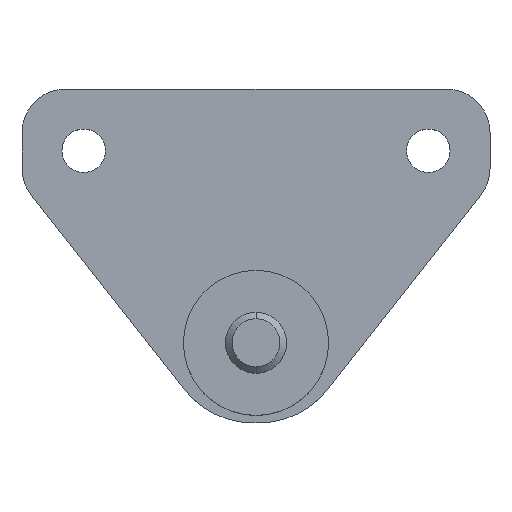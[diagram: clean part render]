
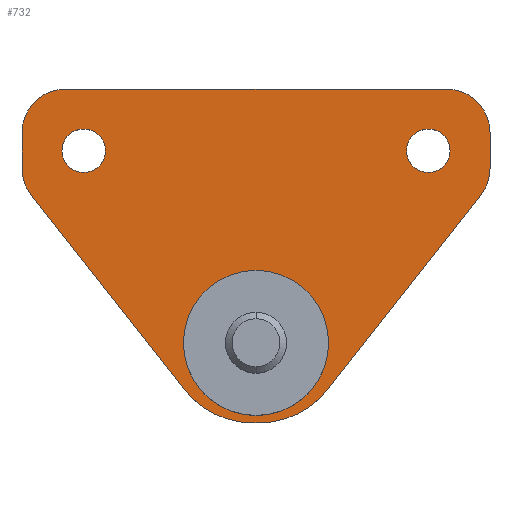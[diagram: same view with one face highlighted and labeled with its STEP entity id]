
A CAD part, top view. The second image highlights one B-rep face of the part: STEP entity #732.
In plain terms, the highlighted face is planar.
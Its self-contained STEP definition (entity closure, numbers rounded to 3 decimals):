
#166=CARTESIAN_POINT('',(4.89,-458.5,17.5));
#167=DIRECTION('',(1.,0.,0.));
#168=DIRECTION('',(0.,1.,0.));
#169=AXIS2_PLACEMENT_3D('',#166,#167,#168);
#174=CARTESIAN_POINT('',(4.89,-458.5,17.5));
#175=DIRECTION('',(1.,0.,0.));
#176=DIRECTION('',(0.,-1.,0.));
#177=AXIS2_PLACEMENT_3D('',#174,#175,#176);
#182=CARTESIAN_POINT('',(4.89,-458.5,65.));
#183=DIRECTION('',(1.,0.,0.));
#184=DIRECTION('',(0.,1.,0.));
#185=AXIS2_PLACEMENT_3D('',#182,#183,#184);
#190=CARTESIAN_POINT('',(4.89,-458.5,65.));
#191=DIRECTION('',(1.,0.,0.));
#192=DIRECTION('',(0.,-1.,0.));
#193=AXIS2_PLACEMENT_3D('',#190,#191,#192);
#198=CARTESIAN_POINT('',(4.89,-432.,41.25));
#199=DIRECTION('',(1.,0.,0.));
#200=DIRECTION('',(0.,1.,0.));
#201=AXIS2_PLACEMENT_3D('',#198,#199,#200);
#206=CARTESIAN_POINT('',(4.89,-432.,41.25));
#207=DIRECTION('',(1.,0.,0.));
#208=DIRECTION('',(0.,-1.,0.));
#209=AXIS2_PLACEMENT_3D('',#206,#207,#208);
#214=CARTESIAN_POINT('',(4.89,-461.,67.5));
#215=DIRECTION('',(1.,0.,0.));
#216=DIRECTION('',(0.,0.,1.));
#217=AXIS2_PLACEMENT_3D('',#214,#215,#216);
#222=DIRECTION('',(0.,-1.,0.));
#223=VECTOR('',#222,4.92);
#224=CARTESIAN_POINT('',(4.89,-456.08,73.5));
#225=LINE('',#224,#223);
#229=CARTESIAN_POINT('',(4.89,-456.08,67.5));
#230=DIRECTION('',(1.,0.,0.));
#231=DIRECTION('',(0.,0.619,0.785));
#232=AXIS2_PLACEMENT_3D('',#229,#230,#231);
#237=DIRECTION('',(0.,-0.785,0.619));
#238=VECTOR('',#237,34.11);
#239=CARTESIAN_POINT('',(4.89,-425.574,51.103));
#240=LINE('',#239,#238);
#244=CARTESIAN_POINT('',(4.89,-433.,41.677));
#245=DIRECTION('',(1.,0.,0.));
#246=DIRECTION('',(0.,1.,0.));
#247=AXIS2_PLACEMENT_3D('',#244,#245,#246);
#252=DIRECTION('',(0.,0.,1.));
#253=VECTOR('',#252,0.855);
#254=CARTESIAN_POINT('',(4.89,-421.,40.823));
#255=LINE('',#254,#253);
#259=CARTESIAN_POINT('',(4.89,-433.,40.823));
#260=DIRECTION('',(1.,0.,0.));
#261=DIRECTION('',(0.,0.619,-0.785));
#262=AXIS2_PLACEMENT_3D('',#259,#260,#261);
#267=DIRECTION('',(0.,0.785,0.619));
#268=VECTOR('',#267,34.11);
#269=CARTESIAN_POINT('',(4.89,-452.366,10.287));
#270=LINE('',#269,#268);
#274=CARTESIAN_POINT('',(4.89,-456.08,15.));
#275=DIRECTION('',(1.,0.,0.));
#276=DIRECTION('',(0.,0.,-1.));
#277=AXIS2_PLACEMENT_3D('',#274,#275,#276);
#282=DIRECTION('',(0.,1.,0.));
#283=VECTOR('',#282,4.92);
#284=CARTESIAN_POINT('',(4.89,-461.,9.));
#285=LINE('',#284,#283);
#289=CARTESIAN_POINT('',(4.89,-461.,15.));
#290=DIRECTION('',(1.,0.,0.));
#291=DIRECTION('',(0.,-1.,0.));
#292=AXIS2_PLACEMENT_3D('',#289,#290,#291);
#297=DIRECTION('',(0.,0.,-1.));
#298=VECTOR('',#297,52.5);
#299=CARTESIAN_POINT('',(4.89,-467.,67.5));
#300=LINE('',#299,#298);
#516=CARTESIAN_POINT('',(4.89,-455.5,17.5));
#517=CARTESIAN_POINT('',(4.89,-461.5,17.5));
#518=VERTEX_POINT('',#516);
#519=VERTEX_POINT('',#517);
#520=CARTESIAN_POINT('',(4.89,-455.5,65.));
#521=CARTESIAN_POINT('',(4.89,-461.5,65.));
#522=VERTEX_POINT('',#520);
#523=VERTEX_POINT('',#521);
#528=CARTESIAN_POINT('',(4.89,-422.,41.25));
#529=CARTESIAN_POINT('',(4.89,-442.,41.25));
#530=VERTEX_POINT('',#528);
#531=VERTEX_POINT('',#529);
#548=CARTESIAN_POINT('',(4.89,-452.366,72.213));
#549=VERTEX_POINT('',#548);
#550=CARTESIAN_POINT('',(4.89,-456.08,73.5));
#551=VERTEX_POINT('',#550);
#556=CARTESIAN_POINT('',(4.89,-456.08,9.));
#557=VERTEX_POINT('',#556);
#558=CARTESIAN_POINT('',(4.89,-452.366,10.287));
#559=VERTEX_POINT('',#558);
#564=CARTESIAN_POINT('',(4.89,-421.,41.677));
#565=VERTEX_POINT('',#564);
#566=CARTESIAN_POINT('',(4.89,-425.574,51.103));
#567=VERTEX_POINT('',#566);
#572=CARTESIAN_POINT('',(4.89,-425.574,31.397));
#573=VERTEX_POINT('',#572);
#574=CARTESIAN_POINT('',(4.89,-421.,40.823));
#575=VERTEX_POINT('',#574);
#580=CARTESIAN_POINT('',(4.89,-461.,73.5));
#581=VERTEX_POINT('',#580);
#582=CARTESIAN_POINT('',(4.89,-467.,67.5));
#583=VERTEX_POINT('',#582);
#588=CARTESIAN_POINT('',(4.89,-467.,15.));
#589=VERTEX_POINT('',#588);
#590=CARTESIAN_POINT('',(4.89,-461.,9.));
#591=VERTEX_POINT('',#590);
#685=CARTESIAN_POINT('',(4.89,0.,0.));
#686=DIRECTION('',(1.,0.,0.));
#687=DIRECTION('',(0.,1.,0.));
#688=AXIS2_PLACEMENT_3D('',#685,#686,#687);
#689=PLANE('',#688);
#691=ORIENTED_EDGE('',*,*,#690,.F.);
#693=ORIENTED_EDGE('',*,*,#692,.F.);
#695=ORIENTED_EDGE('',*,*,#694,.F.);
#697=ORIENTED_EDGE('',*,*,#696,.F.);
#699=ORIENTED_EDGE('',*,*,#698,.F.);
#701=ORIENTED_EDGE('',*,*,#700,.F.);
#703=ORIENTED_EDGE('',*,*,#702,.F.);
#705=ORIENTED_EDGE('',*,*,#704,.F.);
#707=ORIENTED_EDGE('',*,*,#706,.F.);
#709=ORIENTED_EDGE('',*,*,#708,.F.);
#711=ORIENTED_EDGE('',*,*,#710,.F.);
#713=ORIENTED_EDGE('',*,*,#712,.F.);
#714=EDGE_LOOP('',(#691,#693,#695,#697,#699,#701,#703,#705,#707,#709,#711,
#713));
#715=FACE_OUTER_BOUND('',#714,.F.);
#717=ORIENTED_EDGE('',*,*,#716,.T.);
#719=ORIENTED_EDGE('',*,*,#718,.T.);
#720=EDGE_LOOP('',(#717,#719));
#721=FACE_BOUND('',#720,.F.);
#723=ORIENTED_EDGE('',*,*,#722,.T.);
#725=ORIENTED_EDGE('',*,*,#724,.T.);
#726=EDGE_LOOP('',(#723,#725));
#727=FACE_BOUND('',#726,.F.);
#728=ORIENTED_EDGE('',*,*,#651,.T.);
#729=ORIENTED_EDGE('',*,*,#672,.T.);
#730=EDGE_LOOP('',(#728,#729));
#731=FACE_BOUND('',#730,.F.);
#170=CIRCLE('',#169,3.);
#178=CIRCLE('',#177,3.);
#186=CIRCLE('',#185,3.);
#194=CIRCLE('',#193,3.);
#202=CIRCLE('',#201,10.);
#210=CIRCLE('',#209,10.);
#218=CIRCLE('',#217,6.);
#233=CIRCLE('',#232,6.);
#248=CIRCLE('',#247,12.);
#263=CIRCLE('',#262,12.);
#278=CIRCLE('',#277,6.);
#293=CIRCLE('',#292,6.);
#651=EDGE_CURVE('',#518,#519,#170,.T.);
#672=EDGE_CURVE('',#519,#518,#178,.T.);
#690=EDGE_CURVE('',#581,#583,#218,.T.);
#692=EDGE_CURVE('',#551,#581,#225,.T.);
#694=EDGE_CURVE('',#549,#551,#233,.T.);
#696=EDGE_CURVE('',#567,#549,#240,.T.);
#698=EDGE_CURVE('',#565,#567,#248,.T.);
#700=EDGE_CURVE('',#575,#565,#255,.T.);
#702=EDGE_CURVE('',#573,#575,#263,.T.);
#704=EDGE_CURVE('',#559,#573,#270,.T.);
#706=EDGE_CURVE('',#557,#559,#278,.T.);
#708=EDGE_CURVE('',#591,#557,#285,.T.);
#710=EDGE_CURVE('',#589,#591,#293,.T.);
#712=EDGE_CURVE('',#583,#589,#300,.T.);
#716=EDGE_CURVE('',#522,#523,#186,.T.);
#718=EDGE_CURVE('',#523,#522,#194,.T.);
#722=EDGE_CURVE('',#530,#531,#202,.T.);
#724=EDGE_CURVE('',#531,#530,#210,.T.);
#732=ADVANCED_FACE('',(#715,#721,#727,#731),#689,.T.);
